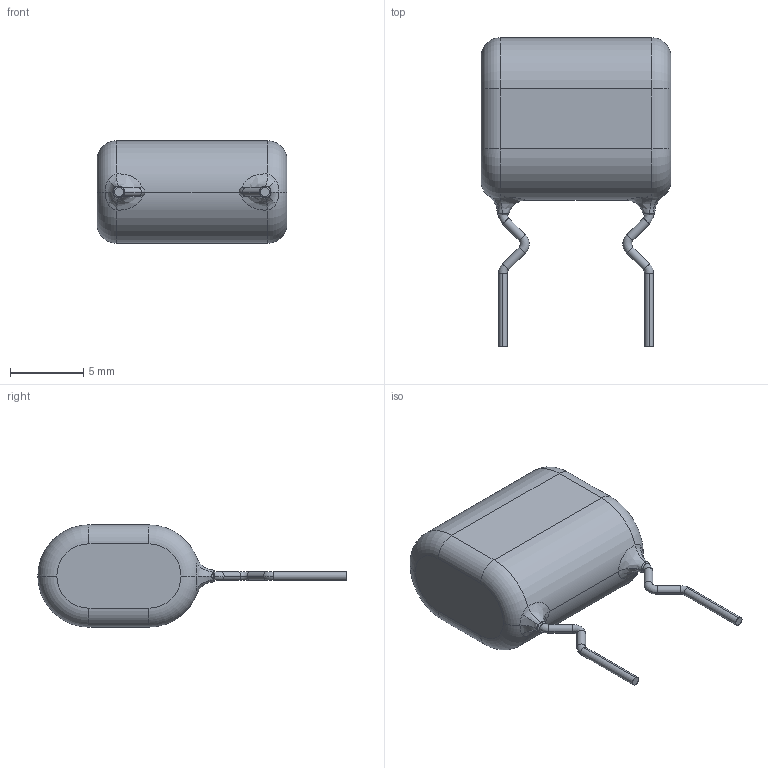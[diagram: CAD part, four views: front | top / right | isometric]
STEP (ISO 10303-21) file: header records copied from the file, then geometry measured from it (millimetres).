
FILE_DESCRIPTION (( 'STEP AP214' ), '1' );
FILE_NAME ('ECWF2W274JAQ.STEP', '2021-05-26T13:12:14', ( '' ), ( '' ), 'SwSTEP 2.0', 'SolidWorks 2020', '' );
FILE_SCHEMA (( 'AUTOMOTIVE_DESIGN' ));
Length unit declared in the file: millimetre
Products named in the file (1): ECWF2W274JAQ
Bounding box: 13 x 21.1 x 7 mm (x, y, z)
Volume: 861 mm3; surface area: 535.4 mm2
Topology: 3 solids, 3 shells, 68 faces, 148 edges, 86 vertices
Faces by surface type: torus 24, cylinder 20, bspline 12, plane 10, cone 2
Entity records: 2246 total; most frequent: CARTESIAN_POINT 739, DIRECTION 328, ORIENTED_EDGE 296, AXIS2_PLACEMENT_3D 151, EDGE_CURVE 148, CIRCLE 94, VERTEX_POINT 86, EDGE_LOOP 68
